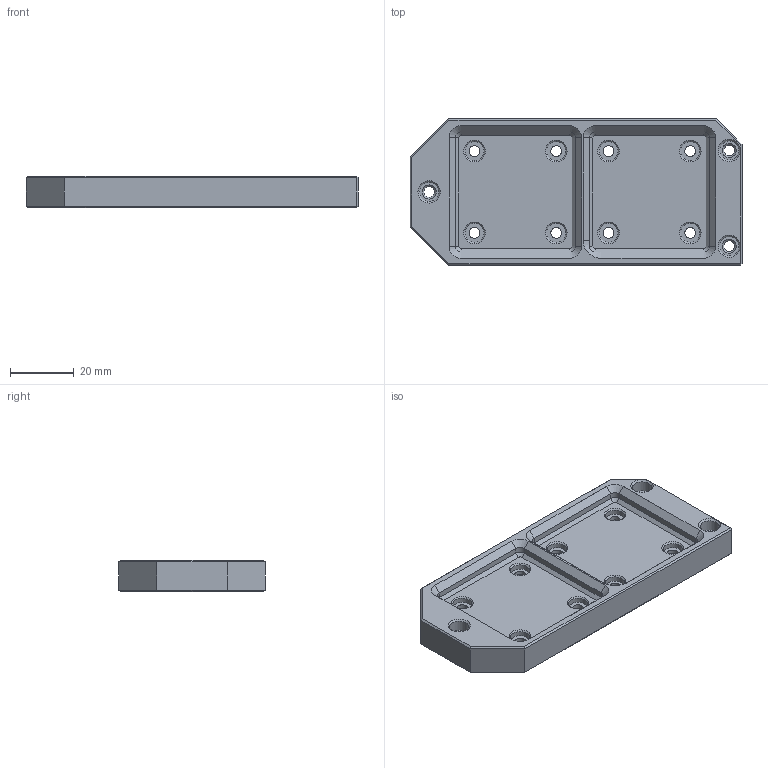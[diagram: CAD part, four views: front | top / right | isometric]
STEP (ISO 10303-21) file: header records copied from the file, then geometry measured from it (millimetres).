
FILE_DESCRIPTION(/* description */ (''),/* implementation_level */ '2;1');
FILE_NAME(/* name */ 'Electronics Top Cable Cover (Gridfinity) v3.step',/* time_stamp */ '2025-09-15T10:44:19-04:00',/* author */ (''),/* organization */ (''),/* preprocessor_version */ 'ST-DEVELOPER v20.1',/* originating_system */ 'Autodesk Translation Framework v14.17.0.0',/* authorisation */ '');
FILE_SCHEMA (('AUTOMOTIVE_DESIGN { 1 0 10303 214 3 1 1 }'));
Length unit declared in the file: millimetre
Products named in the file (1): Electronics Top Cable Cover (Gridfinity)
Bounding box: 104 x 46 x 10 mm (x, y, z)
Volume: 30691.4 mm3; surface area: 13440.8 mm2
Topology: 1 solids, 1 shells, 150 faces, 332 edges, 196 vertices
Faces by surface type: plane 73, cone 39, cylinder 38
Full cylindrical faces by diameter (mm): 3.4 x11, 6 x11
Entity records: 4150 total; most frequent: DIRECTION 747, CARTESIAN_POINT 696, ORIENTED_EDGE 664, EDGE_CURVE 332, AXIS2_PLACEMENT_3D 267, LINE 213, VECTOR 213, VERTEX_POINT 196
